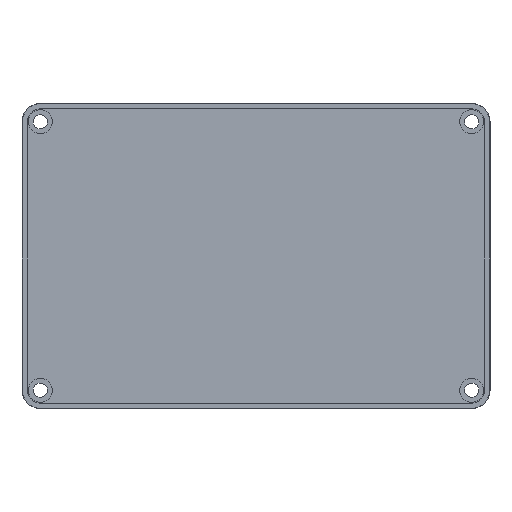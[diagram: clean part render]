
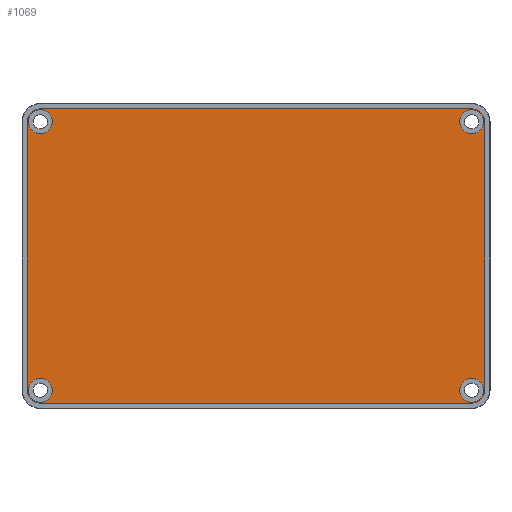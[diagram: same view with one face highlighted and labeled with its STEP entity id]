
A CAD part, top view. The second image highlights one B-rep face of the part: STEP entity #1069.
In plain terms, the highlighted planar face has unit normal (0, 0, 1).
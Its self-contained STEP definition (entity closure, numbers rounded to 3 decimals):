
#4 = DIRECTION ( 'NONE',  ( 1., 0., 0. ) ) ;
#14 = CIRCLE ( 'NONE', #1386, 3.165 ) ;
#39 = CARTESIAN_POINT ( 'NONE',  ( 55.95, 33., 1.6 ) ) ;
#42 = CARTESIAN_POINT ( 'NONE',  ( 56.165, 0., 1.6 ) ) ;
#46 = VERTEX_POINT ( 'NONE', #739 ) ;
#80 = ORIENTED_EDGE ( 'NONE', *, *, #831, .T. ) ;
#108 = EDGE_LOOP ( 'NONE', ( #1428, #1826 ) ) ;
#115 = CARTESIAN_POINT ( 'NONE',  ( 53., 33., 1.6 ) ) ;
#117 = CIRCLE ( 'NONE', #1145, 2.95 ) ;
#137 = VERTEX_POINT ( 'NONE', #173 ) ;
#145 = DIRECTION ( 'NONE',  ( 1., 0., 0. ) ) ;
#149 = DIRECTION ( 'NONE',  ( 0., 1., 0. ) ) ;
#151 = LINE ( 'NONE', #886, #1453 ) ;
#173 = CARTESIAN_POINT ( 'NONE',  ( 56.165, 33., 1.6 ) ) ;
#175 = DIRECTION ( 'NONE',  ( 0., 0., 1. ) ) ;
#187 = CARTESIAN_POINT ( 'NONE',  ( 56.165, -33., 1.6 ) ) ;
#241 = CARTESIAN_POINT ( 'NONE',  ( -53., 33., 1.6 ) ) ;
#249 = CARTESIAN_POINT ( 'NONE',  ( 55.95, -33., 1.6 ) ) ;
#264 = EDGE_CURVE ( 'NONE', #496, #1025, #1155, .T. ) ;
#272 = ORIENTED_EDGE ( 'NONE', *, *, #744, .T. ) ;
#276 = DIRECTION ( 'NONE',  ( 0., 0., 1. ) ) ;
#283 = ORIENTED_EDGE ( 'NONE', *, *, #2136, .F. ) ;
#287 = FACE_BOUND ( 'NONE', #327, .T. ) ;
#303 = CIRCLE ( 'NONE', #502, 2.95 ) ;
#308 = DIRECTION ( 'NONE',  ( 1., 0., 0. ) ) ;
#321 = DIRECTION ( 'NONE',  ( 0., 0., -1. ) ) ;
#327 = EDGE_LOOP ( 'NONE', ( #1396, #283 ) ) ;
#331 = DIRECTION ( 'NONE',  ( 0., 0., -1. ) ) ;
#362 = ORIENTED_EDGE ( 'NONE', *, *, #388, .T. ) ;
#368 = ORIENTED_EDGE ( 'NONE', *, *, #1016, .F. ) ;
#372 = DIRECTION ( 'NONE',  ( 0., 0., -1. ) ) ;
#375 = CARTESIAN_POINT ( 'NONE',  ( 53., -33., 1.6 ) ) ;
#378 = ORIENTED_EDGE ( 'NONE', *, *, #1387, .T. ) ;
#388 = EDGE_CURVE ( 'NONE', #1427, #46, #151, .T. ) ;
#393 = DIRECTION ( 'NONE',  ( 0., 0., -1. ) ) ;
#403 = EDGE_CURVE ( 'NONE', #511, #1767, #303, .T. ) ;
#408 = EDGE_LOOP ( 'NONE', ( #378, #940 ) ) ;
#417 = CARTESIAN_POINT ( 'NONE',  ( -55.95, -33., 1.6 ) ) ;
#421 = VERTEX_POINT ( 'NONE', #187 ) ;
#472 = EDGE_CURVE ( 'NONE', #2070, #2016, #927, .T. ) ;
#475 = DIRECTION ( 'NONE',  ( 1., 0., 0. ) ) ;
#487 = FACE_OUTER_BOUND ( 'NONE', #1885, .T. ) ;
#491 = CIRCLE ( 'NONE', #1003, 2.95 ) ;
#493 = VERTEX_POINT ( 'NONE', #39 ) ;
#496 = VERTEX_POINT ( 'NONE', #1071 ) ;
#502 = AXIS2_PLACEMENT_3D ( 'NONE', #1084, #175, #1679 ) ;
#505 = DIRECTION ( 'NONE',  ( 1., 0., 0. ) ) ;
#506 = VERTEX_POINT ( 'NONE', #699 ) ;
#509 = EDGE_CURVE ( 'NONE', #46, #2334, #533, .T. ) ;
#511 = VERTEX_POINT ( 'NONE', #872 ) ;
#514 = DIRECTION ( 'NONE',  ( 0., 0., 1. ) ) ;
#533 = CIRCLE ( 'NONE', #968, 3.165 ) ;
#537 = CARTESIAN_POINT ( 'NONE',  ( 53., 33., 1.6 ) ) ;
#585 = CIRCLE ( 'NONE', #2168, 3.165 ) ;
#648 = CARTESIAN_POINT ( 'NONE',  ( 53., -33., 1.6 ) ) ;
#661 = AXIS2_PLACEMENT_3D ( 'NONE', #1290, #2033, #903 ) ;
#699 = CARTESIAN_POINT ( 'NONE',  ( 50.05, 33., 1.6 ) ) ;
#703 = ORIENTED_EDGE ( 'NONE', *, *, #1433, .F. ) ;
#739 = CARTESIAN_POINT ( 'NONE',  ( -53., 36.165, 1.6 ) ) ;
#744 = EDGE_CURVE ( 'NONE', #2070, #902, #1277, .T. ) ;
#807 = AXIS2_PLACEMENT_3D ( 'NONE', #1979, #276, #1624 ) ;
#831 = EDGE_CURVE ( 'NONE', #902, #421, #14, .T. ) ;
#851 = CARTESIAN_POINT ( 'NONE',  ( 50.05, -33., 1.6 ) ) ;
#860 = FACE_BOUND ( 'NONE', #408, .T. ) ;
#864 = EDGE_CURVE ( 'NONE', #506, #493, #1213, .T. ) ;
#872 = CARTESIAN_POINT ( 'NONE',  ( -55.95, 33., 1.6 ) ) ;
#884 = CARTESIAN_POINT ( 'NONE',  ( -56.165, 0., 1.6 ) ) ;
#886 = CARTESIAN_POINT ( 'NONE',  ( 0., 36.165, 1.6 ) ) ;
#890 = CARTESIAN_POINT ( 'NONE',  ( -53., -36.165, 1.6 ) ) ;
#902 = VERTEX_POINT ( 'NONE', #1118 ) ;
#903 = DIRECTION ( 'NONE',  ( 1., 0., 0. ) ) ;
#906 = CARTESIAN_POINT ( 'NONE',  ( -50.05, 33., 1.6 ) ) ;
#927 = CIRCLE ( 'NONE', #1686, 3.165 ) ;
#940 = ORIENTED_EDGE ( 'NONE', *, *, #864, .T. ) ;
#955 = ORIENTED_EDGE ( 'NONE', *, *, #2187, .T. ) ;
#968 = AXIS2_PLACEMENT_3D ( 'NONE', #2216, #514, #505 ) ;
#969 = DIRECTION ( 'NONE',  ( 0., 0., 1. ) ) ;
#975 = VECTOR ( 'NONE', #149, 1000. ) ;
#991 = DIRECTION ( 'NONE',  ( 1., 0., 0. ) ) ;
#1003 = AXIS2_PLACEMENT_3D ( 'NONE', #648, #2361, #2374 ) ;
#1007 = VECTOR ( 'NONE', #1380, 1000. ) ;
#1016 = EDGE_CURVE ( 'NONE', #137, #421, #1966, .T. ) ;
#1025 = VERTEX_POINT ( 'NONE', #417 ) ;
#1069 = ADVANCED_FACE ( 'NONE', ( #1224, #1804, #487, #860, #287 ), #2179, .T. ) ;
#1071 = CARTESIAN_POINT ( 'NONE',  ( -50.05, -33., 1.6 ) ) ;
#1073 = CARTESIAN_POINT ( 'NONE',  ( 53., 36.165, 1.6 ) ) ;
#1084 = CARTESIAN_POINT ( 'NONE',  ( -53., 33., 1.6 ) ) ;
#1115 = EDGE_CURVE ( 'NONE', #1427, #137, #585, .T. ) ;
#1118 = CARTESIAN_POINT ( 'NONE',  ( 53., -36.165, 1.6 ) ) ;
#1145 = AXIS2_PLACEMENT_3D ( 'NONE', #241, #969, #2421 ) ;
#1149 = DIRECTION ( 'NONE',  ( 0., 0., -1. ) ) ;
#1155 = CIRCLE ( 'NONE', #1388, 2.95 ) ;
#1159 = CARTESIAN_POINT ( 'NONE',  ( -53., -33., 1.6 ) ) ;
#1173 = VERTEX_POINT ( 'NONE', #851 ) ;
#1213 = CIRCLE ( 'NONE', #1410, 2.95 ) ;
#1224 = FACE_BOUND ( 'NONE', #108, .T. ) ;
#1237 = VERTEX_POINT ( 'NONE', #249 ) ;
#1253 = AXIS2_PLACEMENT_3D ( 'NONE', #115, #321, #308 ) ;
#1255 = CARTESIAN_POINT ( 'NONE',  ( -56.165, -33., 1.6 ) ) ;
#1271 = LINE ( 'NONE', #884, #975 ) ;
#1275 = CARTESIAN_POINT ( 'NONE',  ( -53., -33., 1.6 ) ) ;
#1277 = LINE ( 'NONE', #2025, #1905 ) ;
#1290 = CARTESIAN_POINT ( 'NONE',  ( 53., -33., 1.6 ) ) ;
#1335 = DIRECTION ( 'NONE',  ( 1., 0., 0. ) ) ;
#1338 = ORIENTED_EDGE ( 'NONE', *, *, #1115, .F. ) ;
#1353 = ORIENTED_EDGE ( 'NONE', *, *, #264, .T. ) ;
#1380 = DIRECTION ( 'NONE',  ( 0., -1., 0. ) ) ;
#1386 = AXIS2_PLACEMENT_3D ( 'NONE', #375, #2419, #1722 ) ;
#1387 = EDGE_CURVE ( 'NONE', #493, #506, #1655, .T. ) ;
#1388 = AXIS2_PLACEMENT_3D ( 'NONE', #2254, #393, #4 ) ;
#1396 = ORIENTED_EDGE ( 'NONE', *, *, #2010, .F. ) ;
#1406 = CARTESIAN_POINT ( 'NONE',  ( 53., 33., 1.6 ) ) ;
#1410 = AXIS2_PLACEMENT_3D ( 'NONE', #537, #1149, #1335 ) ;
#1427 = VERTEX_POINT ( 'NONE', #1073 ) ;
#1428 = ORIENTED_EDGE ( 'NONE', *, *, #2263, .F. ) ;
#1433 = EDGE_CURVE ( 'NONE', #2016, #2334, #1271, .T. ) ;
#1453 = VECTOR ( 'NONE', #1654, 1000. ) ;
#1596 = ORIENTED_EDGE ( 'NONE', *, *, #472, .F. ) ;
#1624 = DIRECTION ( 'NONE',  ( 1., 0., 0. ) ) ;
#1654 = DIRECTION ( 'NONE',  ( -1., 0., 0. ) ) ;
#1655 = CIRCLE ( 'NONE', #1253, 2.95 ) ;
#1679 = DIRECTION ( 'NONE',  ( 1., 0., 0. ) ) ;
#1686 = AXIS2_PLACEMENT_3D ( 'NONE', #1159, #372, #991 ) ;
#1720 = CARTESIAN_POINT ( 'NONE',  ( -56.165, 33., 1.6 ) ) ;
#1722 = DIRECTION ( 'NONE',  ( 1., 0., 0. ) ) ;
#1765 = EDGE_LOOP ( 'NONE', ( #1353, #955 ) ) ;
#1767 = VERTEX_POINT ( 'NONE', #906 ) ;
#1804 = FACE_BOUND ( 'NONE', #1765, .T. ) ;
#1826 = ORIENTED_EDGE ( 'NONE', *, *, #403, .F. ) ;
#1852 = DIRECTION ( 'NONE',  ( 1., 0., 0. ) ) ;
#1885 = EDGE_LOOP ( 'NONE', ( #1596, #272, #80, #368, #1338, #362, #2094, #703 ) ) ;
#1905 = VECTOR ( 'NONE', #145, 1000. ) ;
#1966 = LINE ( 'NONE', #42, #1007 ) ;
#1979 = CARTESIAN_POINT ( 'NONE',  ( 53., -33., 1.6 ) ) ;
#2010 = EDGE_CURVE ( 'NONE', #1237, #1173, #491, .T. ) ;
#2016 = VERTEX_POINT ( 'NONE', #1255 ) ;
#2025 = CARTESIAN_POINT ( 'NONE',  ( 0., -36.165, 1.6 ) ) ;
#2033 = DIRECTION ( 'NONE',  ( 0., 0., 1. ) ) ;
#2070 = VERTEX_POINT ( 'NONE', #890 ) ;
#2094 = ORIENTED_EDGE ( 'NONE', *, *, #509, .T. ) ;
#2136 = EDGE_CURVE ( 'NONE', #1173, #1237, #2175, .T. ) ;
#2168 = AXIS2_PLACEMENT_3D ( 'NONE', #1406, #2360, #475 ) ;
#2175 = CIRCLE ( 'NONE', #661, 2.95 ) ;
#2179 = PLANE ( 'NONE',  #807 ) ;
#2187 = EDGE_CURVE ( 'NONE', #1025, #496, #2370, .T. ) ;
#2212 = AXIS2_PLACEMENT_3D ( 'NONE', #1275, #331, #1852 ) ;
#2216 = CARTESIAN_POINT ( 'NONE',  ( -53., 33., 1.6 ) ) ;
#2254 = CARTESIAN_POINT ( 'NONE',  ( -53., -33., 1.6 ) ) ;
#2263 = EDGE_CURVE ( 'NONE', #1767, #511, #117, .T. ) ;
#2334 = VERTEX_POINT ( 'NONE', #1720 ) ;
#2360 = DIRECTION ( 'NONE',  ( 0., 0., -1. ) ) ;
#2361 = DIRECTION ( 'NONE',  ( 0., 0., 1. ) ) ;
#2370 = CIRCLE ( 'NONE', #2212, 2.95 ) ;
#2374 = DIRECTION ( 'NONE',  ( 1., 0., 0. ) ) ;
#2419 = DIRECTION ( 'NONE',  ( 0., 0., 1. ) ) ;
#2421 = DIRECTION ( 'NONE',  ( 1., 0., 0. ) ) ;
